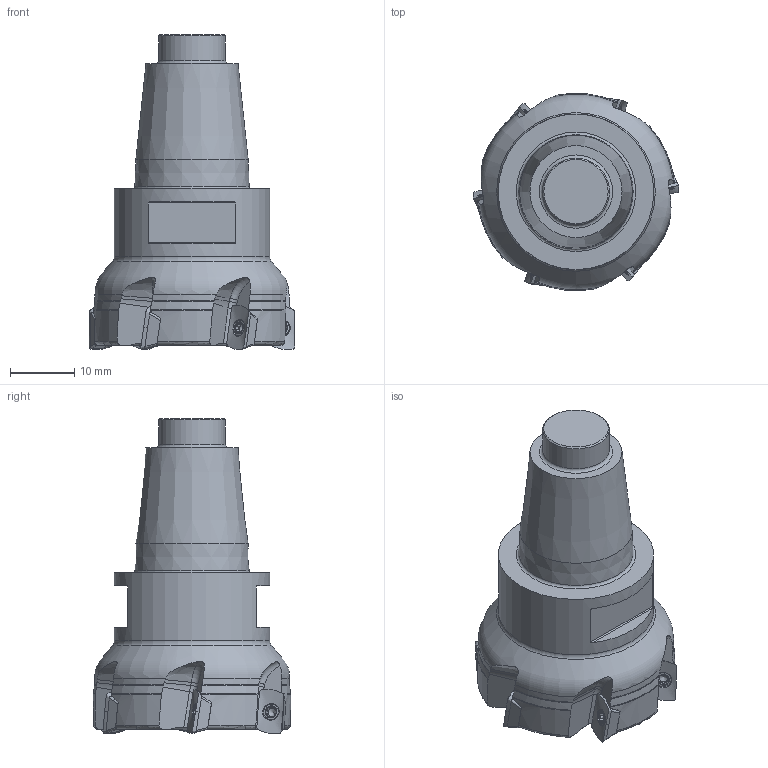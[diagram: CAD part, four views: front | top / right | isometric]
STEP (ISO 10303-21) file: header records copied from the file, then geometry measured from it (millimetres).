
FILE_DESCRIPTION(/* description */ (''),/* implementation_level */ '2;1');
FILE_NAME(/* name */ 'toolassembly_1.stp',/* time_stamp */ '2018-06-28T10:52:32+02:00',/* author */ (''),/* organization */ ('SMS'),/* preprocessor_version */ 'ST-DEVELOPER v15',/* originating_system */ 'SIEMENS PLM Software NX 8.5',/* authorisation */ '');
FILE_SCHEMA (('AUTOMOTIVE_DESIGN { 1 0 10303 214 3 1 1 1 }'));
Length unit declared in the file: millimetre
Products named in the file (4): ASSEMBLY_CONSTRUCTION; CUT_20180628105147; NOCUT_20180628105131; TOOLASSEMBLY_1
Assembly tree (8 placements, depth 2):
  TOOLASSEMBLY_1
    NOCUT_20180628105131
    CUT_20180628105147  x6
    ASSEMBLY_CONSTRUCTION
Bounding box: 32.04 x 30.7 x 48.98 mm (x, y, z)
Volume: 17723.5 mm3; surface area: 5239.5 mm2
Topology: 7 solids, 7 shells, 557 faces, 1569 edges, 1051 vertices
Faces by surface type: plane 190, bspline 96, cone 93, extrusion 72, torus 63, cylinder 42, revolution 1
Full cylindrical faces by diameter (mm): 1.55 x6, 2.05 x6, 2.4 x6, 10.4 x1, 24.2 x1
Entity records: 20953 total; most frequent: CARTESIAN_POINT 9877, ORIENTED_EDGE 2294, DIRECTION 2161, EDGE_CURVE 1147, AXIS2_PLACEMENT_3D 858, VERTEX_POINT 765, EDGE_LOOP 524, ADVANCED_FACE 457
